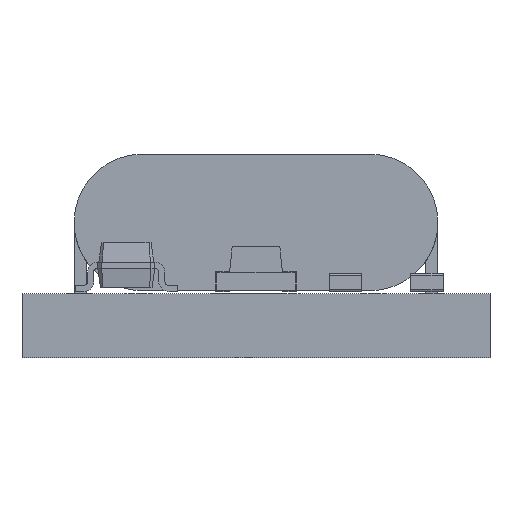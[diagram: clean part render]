
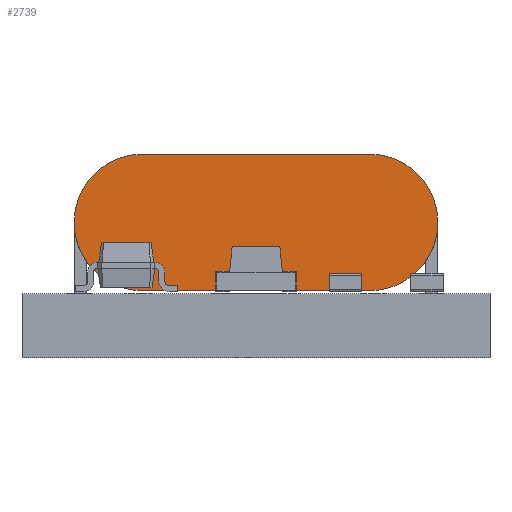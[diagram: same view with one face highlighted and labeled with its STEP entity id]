
A CAD part, front view. The second image highlights one B-rep face of the part: STEP entity #2739.
In plain terms, the highlighted face is planar.
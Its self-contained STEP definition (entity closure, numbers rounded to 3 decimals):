
#448 = CYLINDRICAL_SURFACE('',#449,1.68);
#449 = AXIS2_PLACEMENT_3D('',#450,#451,#452);
#450 = CARTESIAN_POINT('',(0.,0.,2.79));
#451 = DIRECTION('',(1.,0.,0.));
#452 = DIRECTION('',(-0.,1.,0.));
#1279 = CYLINDRICAL_SURFACE('',#1280,1.68);
#1280 = AXIS2_PLACEMENT_3D('',#1281,#1282,#1283);
#1281 = CARTESIAN_POINT('',(0.,0.,-2.79));
#1282 = DIRECTION('',(1.,0.,0.));
#1283 = DIRECTION('',(0.,-1.,0.));
#2445 = PLANE('',#2446);
#2446 = AXIS2_PLACEMENT_3D('',#2447,#2448,#2449);
#2447 = CARTESIAN_POINT('',(0.,-1.68,2.79));
#2448 = DIRECTION('',(0.,-1.,0.));
#2449 = DIRECTION('',(0.,0.,-1.));
#2495 = PLANE('',#2496);
#2496 = AXIS2_PLACEMENT_3D('',#2497,#2498,#2499);
#2497 = CARTESIAN_POINT('',(0.,1.68,-2.79));
#2498 = DIRECTION('',(0.,1.,0.));
#2499 = DIRECTION('',(0.,-0.,1.));
#2516 = EDGE_CURVE('',#2517,#2519,#2521,.T.);
#2517 = VERTEX_POINT('',#2518);
#2518 = CARTESIAN_POINT('',(0.,1.68,-2.79));
#2519 = VERTEX_POINT('',#2520);
#2520 = CARTESIAN_POINT('',(0.,1.68,2.79));
#2521 = SURFACE_CURVE('',#2522,(#2526,#2533),.PCURVE_S1.);
#2522 = LINE('',#2523,#2524);
#2523 = CARTESIAN_POINT('',(0.,1.68,-2.79));
#2524 = VECTOR('',#2525,1.);
#2525 = DIRECTION('',(0.,0.,1.));
#2526 = PCURVE('',#2495,#2527);
#2527 = DEFINITIONAL_REPRESENTATION('',(#2528),#2532);
#2528 = LINE('',#2529,#2530);
#2529 = CARTESIAN_POINT('',(0.,0.));
#2530 = VECTOR('',#2531,1.);
#2531 = DIRECTION('',(1.,0.));
#2532 = ( GEOMETRIC_REPRESENTATION_CONTEXT(2) 
PARAMETRIC_REPRESENTATION_CONTEXT() REPRESENTATION_CONTEXT('2D SPACE',''
  ) );
#2533 = PCURVE('',#2534,#2539);
#2534 = PLANE('',#2535);
#2535 = AXIS2_PLACEMENT_3D('',#2536,#2537,#2538);
#2536 = CARTESIAN_POINT('',(0.,0.,0.));
#2537 = DIRECTION('',(1.,0.,0.));
#2538 = DIRECTION('',(0.,0.,-1.));
#2539 = DEFINITIONAL_REPRESENTATION('',(#2540),#2544);
#2540 = LINE('',#2541,#2542);
#2541 = CARTESIAN_POINT('',(2.79,1.68));
#2542 = VECTOR('',#2543,1.);
#2543 = DIRECTION('',(-1.,0.));
#2544 = ( GEOMETRIC_REPRESENTATION_CONTEXT(2) 
PARAMETRIC_REPRESENTATION_CONTEXT() REPRESENTATION_CONTEXT('2D SPACE',''
  ) );
#2592 = EDGE_CURVE('',#2593,#2517,#2595,.T.);
#2593 = VERTEX_POINT('',#2594);
#2594 = CARTESIAN_POINT('',(0.,-1.68,-2.79));
#2595 = SURFACE_CURVE('',#2596,(#2601,#2608),.PCURVE_S1.);
#2596 = CIRCLE('',#2597,1.68);
#2597 = AXIS2_PLACEMENT_3D('',#2598,#2599,#2600);
#2598 = CARTESIAN_POINT('',(0.,0.,-2.79));
#2599 = DIRECTION('',(1.,0.,0.));
#2600 = DIRECTION('',(0.,-1.,0.));
#2601 = PCURVE('',#1279,#2602);
#2602 = DEFINITIONAL_REPRESENTATION('',(#2603),#2607);
#2603 = LINE('',#2604,#2605);
#2604 = CARTESIAN_POINT('',(0.,0.));
#2605 = VECTOR('',#2606,1.);
#2606 = DIRECTION('',(1.,0.));
#2607 = ( GEOMETRIC_REPRESENTATION_CONTEXT(2) 
PARAMETRIC_REPRESENTATION_CONTEXT() REPRESENTATION_CONTEXT('2D SPACE',''
  ) );
#2608 = PCURVE('',#2534,#2609);
#2609 = DEFINITIONAL_REPRESENTATION('',(#2610),#2614);
#2610 = CIRCLE('',#2611,1.68);
#2611 = AXIS2_PLACEMENT_2D('',#2612,#2613);
#2612 = CARTESIAN_POINT('',(2.79,0.));
#2613 = DIRECTION('',(0.,-1.));
#2614 = ( GEOMETRIC_REPRESENTATION_CONTEXT(2) 
PARAMETRIC_REPRESENTATION_CONTEXT() REPRESENTATION_CONTEXT('2D SPACE',''
  ) );
#2654 = EDGE_CURVE('',#2655,#2593,#2657,.T.);
#2655 = VERTEX_POINT('',#2656);
#2656 = CARTESIAN_POINT('',(0.,-1.68,2.79));
#2657 = SURFACE_CURVE('',#2658,(#2662,#2669),.PCURVE_S1.);
#2658 = LINE('',#2659,#2660);
#2659 = CARTESIAN_POINT('',(0.,-1.68,2.79));
#2660 = VECTOR('',#2661,1.);
#2661 = DIRECTION('',(0.,0.,-1.));
#2662 = PCURVE('',#2445,#2663);
#2663 = DEFINITIONAL_REPRESENTATION('',(#2664),#2668);
#2664 = LINE('',#2665,#2666);
#2665 = CARTESIAN_POINT('',(0.,0.));
#2666 = VECTOR('',#2667,1.);
#2667 = DIRECTION('',(1.,0.));
#2668 = ( GEOMETRIC_REPRESENTATION_CONTEXT(2) 
PARAMETRIC_REPRESENTATION_CONTEXT() REPRESENTATION_CONTEXT('2D SPACE',''
  ) );
#2669 = PCURVE('',#2534,#2670);
#2670 = DEFINITIONAL_REPRESENTATION('',(#2671),#2675);
#2671 = LINE('',#2672,#2673);
#2672 = CARTESIAN_POINT('',(-2.79,-1.68));
#2673 = VECTOR('',#2674,1.);
#2674 = DIRECTION('',(1.,0.));
#2675 = ( GEOMETRIC_REPRESENTATION_CONTEXT(2) 
PARAMETRIC_REPRESENTATION_CONTEXT() REPRESENTATION_CONTEXT('2D SPACE',''
  ) );
#2703 = EDGE_CURVE('',#2519,#2655,#2704,.T.);
#2704 = SURFACE_CURVE('',#2705,(#2710,#2717),.PCURVE_S1.);
#2705 = CIRCLE('',#2706,1.68);
#2706 = AXIS2_PLACEMENT_3D('',#2707,#2708,#2709);
#2707 = CARTESIAN_POINT('',(0.,0.,2.79));
#2708 = DIRECTION('',(1.,0.,0.));
#2709 = DIRECTION('',(-0.,1.,0.));
#2710 = PCURVE('',#448,#2711);
#2711 = DEFINITIONAL_REPRESENTATION('',(#2712),#2716);
#2712 = LINE('',#2713,#2714);
#2713 = CARTESIAN_POINT('',(0.,0.));
#2714 = VECTOR('',#2715,1.);
#2715 = DIRECTION('',(1.,0.));
#2716 = ( GEOMETRIC_REPRESENTATION_CONTEXT(2) 
PARAMETRIC_REPRESENTATION_CONTEXT() REPRESENTATION_CONTEXT('2D SPACE',''
  ) );
#2717 = PCURVE('',#2534,#2718);
#2718 = DEFINITIONAL_REPRESENTATION('',(#2719),#2723);
#2719 = CIRCLE('',#2720,1.68);
#2720 = AXIS2_PLACEMENT_2D('',#2721,#2722);
#2721 = CARTESIAN_POINT('',(-2.79,0.));
#2722 = DIRECTION('',(0.,1.));
#2723 = ( GEOMETRIC_REPRESENTATION_CONTEXT(2) 
PARAMETRIC_REPRESENTATION_CONTEXT() REPRESENTATION_CONTEXT('2D SPACE',''
  ) );
#2739 = ADVANCED_FACE('',(#2740),#2534,.F.);
#2740 = FACE_BOUND('',#2741,.T.);
#2741 = EDGE_LOOP('',(#2742,#2743,#2744,#2745));
#2742 = ORIENTED_EDGE('',*,*,#2703,.F.);
#2743 = ORIENTED_EDGE('',*,*,#2516,.F.);
#2744 = ORIENTED_EDGE('',*,*,#2592,.F.);
#2745 = ORIENTED_EDGE('',*,*,#2654,.F.);
